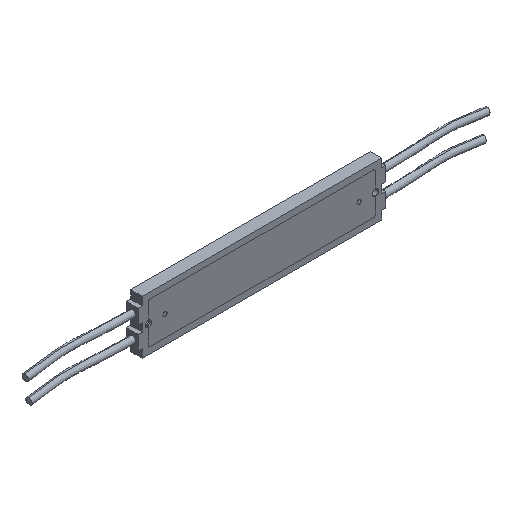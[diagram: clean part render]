
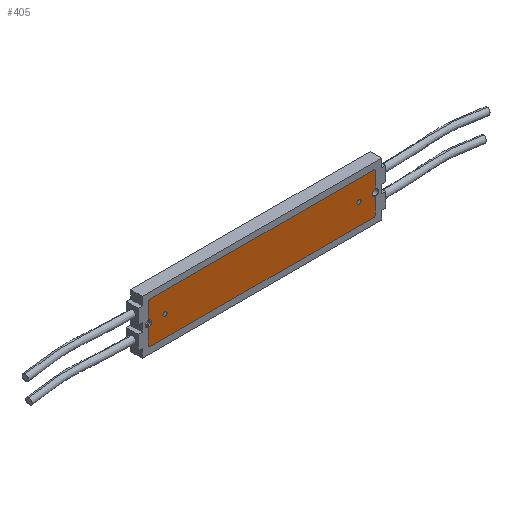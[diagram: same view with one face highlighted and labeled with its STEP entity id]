
A CAD part, isometric view. The second image highlights one B-rep face of the part: STEP entity #405.
In plain terms, the highlighted free-form (B-spline) face has degree [1, 1] with [2, 2] control points.
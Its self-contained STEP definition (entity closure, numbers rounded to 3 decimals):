
#22 = VERTEX_POINT('',#23);
#23 = CARTESIAN_POINT('',(34.591,0.,0.736));
#41 = VERTEX_POINT('',#42);
#42 = CARTESIAN_POINT('',(34.591,0.,-0.736));
#47 = EDGE_CURVE('',#41,#22,#48,.T.);
#48 = ( BOUNDED_CURVE() B_SPLINE_CURVE(2,(#49,#50,#51,#52,#53),
.UNSPECIFIED.,.F.,.F.) B_SPLINE_CURVE_WITH_KNOTS((3,2,3),(3.142,
4.712,6.283),.PIECEWISE_BEZIER_KNOTS.) CURVE() 
GEOMETRIC_REPRESENTATION_ITEM() RATIONAL_B_SPLINE_CURVE((1.,
0.707,1.,0.707,1.)) REPRESENTATION_ITEM('') );
#49 = CARTESIAN_POINT('',(34.591,0.,-0.736));
#50 = CARTESIAN_POINT('',(33.855,0.,-0.736));
#51 = CARTESIAN_POINT('',(33.855,0.,0.));
#52 = CARTESIAN_POINT('',(33.855,0.,0.736));
#53 = CARTESIAN_POINT('',(34.591,0.,0.736));
#70 = VERTEX_POINT('',#71);
#71 = CARTESIAN_POINT('',(-34.591,0.,0.736));
#89 = VERTEX_POINT('',#90);
#90 = CARTESIAN_POINT('',(-34.591,0.,-0.736));
#95 = EDGE_CURVE('',#89,#70,#96,.T.);
#96 = ( BOUNDED_CURVE() B_SPLINE_CURVE(2,(#97,#98,#99,#100,#101),
.UNSPECIFIED.,.F.,.F.) B_SPLINE_CURVE_WITH_KNOTS((3,2,3),(0.,
1.571,3.142),.PIECEWISE_BEZIER_KNOTS.) CURVE() 
GEOMETRIC_REPRESENTATION_ITEM() RATIONAL_B_SPLINE_CURVE((1.,
0.707,1.,0.707,1.)) REPRESENTATION_ITEM('') );
#97 = CARTESIAN_POINT('',(-34.591,0.,-0.736));
#98 = CARTESIAN_POINT('',(-35.327,0.,-0.736));
#99 = CARTESIAN_POINT('',(-35.327,0.,0.));
#100 = CARTESIAN_POINT('',(-35.327,0.,0.736));
#101 = CARTESIAN_POINT('',(-34.591,0.,0.736));
#117 = EDGE_CURVE('',#118,#120,#122,.T.);
#118 = VERTEX_POINT('',#119);
#119 = CARTESIAN_POINT('',(40.479,0.,6.624));
#120 = VERTEX_POINT('',#121);
#121 = CARTESIAN_POINT('',(40.479,0.,1.104));
#122 = B_SPLINE_CURVE_WITH_KNOTS('',1,(#123,#124),.UNSPECIFIED.,.F.,.F.,
  (2,2),(0.5,4.25),.PIECEWISE_BEZIER_KNOTS.);
#123 = CARTESIAN_POINT('',(40.479,0.,6.624));
#124 = CARTESIAN_POINT('',(40.479,0.,1.104));
#153 = EDGE_CURVE('',#154,#156,#158,.T.);
#154 = VERTEX_POINT('',#155);
#155 = CARTESIAN_POINT('',(-40.479,0.,-6.624));
#156 = VERTEX_POINT('',#157);
#157 = CARTESIAN_POINT('',(-40.479,0.,-1.104));
#158 = B_SPLINE_CURVE_WITH_KNOTS('',1,(#159,#160),.UNSPECIFIED.,.F.,.F.,
  (2,2),(-9.5,-5.75),.PIECEWISE_BEZIER_KNOTS.);
#159 = CARTESIAN_POINT('',(-40.479,0.,-6.624));
#160 = CARTESIAN_POINT('',(-40.479,0.,-1.104));
#199 = VERTEX_POINT('',#200);
#200 = CARTESIAN_POINT('',(40.479,0.,-1.104));
#205 = EDGE_CURVE('',#199,#206,#208,.T.);
#206 = VERTEX_POINT('',#207);
#207 = CARTESIAN_POINT('',(40.479,0.,-6.624));
#208 = B_SPLINE_CURVE_WITH_KNOTS('',1,(#209,#210),.UNSPECIFIED.,.F.,.F.,
  (2,2),(5.75,9.5),.PIECEWISE_BEZIER_KNOTS.);
#209 = CARTESIAN_POINT('',(40.479,0.,-1.104));
#210 = CARTESIAN_POINT('',(40.479,0.,-6.624));
#225 = EDGE_CURVE('',#226,#228,#230,.T.);
#226 = VERTEX_POINT('',#227);
#227 = CARTESIAN_POINT('',(39.743,0.,-7.36));
#228 = VERTEX_POINT('',#229);
#229 = CARTESIAN_POINT('',(-39.743,0.,-7.36));
#230 = B_SPLINE_CURVE_WITH_KNOTS('',1,(#231,#232),.UNSPECIFIED.,.F.,.F.,
  (2,2),(-54.5,-0.5),.PIECEWISE_BEZIER_KNOTS.);
#231 = CARTESIAN_POINT('',(39.743,0.,-7.36));
#232 = CARTESIAN_POINT('',(-39.743,0.,-7.36));
#271 = VERTEX_POINT('',#272);
#272 = CARTESIAN_POINT('',(-40.479,0.,1.104));
#277 = EDGE_CURVE('',#271,#278,#280,.T.);
#278 = VERTEX_POINT('',#279);
#279 = CARTESIAN_POINT('',(-40.479,0.,6.624));
#280 = B_SPLINE_CURVE_WITH_KNOTS('',1,(#281,#282),.UNSPECIFIED.,.F.,.F.,
  (2,2),(-4.25,-0.5),.PIECEWISE_BEZIER_KNOTS.);
#281 = CARTESIAN_POINT('',(-40.479,0.,1.104));
#282 = CARTESIAN_POINT('',(-40.479,0.,6.624));
#307 = VERTEX_POINT('',#308);
#308 = CARTESIAN_POINT('',(-39.743,0.,7.36));
#313 = EDGE_CURVE('',#307,#314,#316,.T.);
#314 = VERTEX_POINT('',#315);
#315 = CARTESIAN_POINT('',(39.743,0.,7.36));
#316 = B_SPLINE_CURVE_WITH_KNOTS('',1,(#317,#318),.UNSPECIFIED.,.F.,.F.,
  (2,2),(0.5,54.5),.PIECEWISE_BEZIER_KNOTS.);
#317 = CARTESIAN_POINT('',(-39.743,0.,7.36));
#318 = CARTESIAN_POINT('',(39.743,0.,7.36));
#405 = ADVANCED_FACE('',(#406,#454,#465),#476,.T.);
#406 = FACE_BOUND('',#407,.T.);
#407 = EDGE_LOOP('',(#408,#416,#417,#423,#424,#430,#431,#439,#440,#446,
    #447,#453));
#408 = ORIENTED_EDGE('',*,*,#409,.F.);
#409 = EDGE_CURVE('',#120,#199,#410,.T.);
#410 = ( BOUNDED_CURVE() B_SPLINE_CURVE(2,(#411,#412,#413,#414,#415),
.UNSPECIFIED.,.F.,.F.) B_SPLINE_CURVE_WITH_KNOTS((3,2,3),(3.142,
4.712,6.283),.PIECEWISE_BEZIER_KNOTS.) CURVE() 
GEOMETRIC_REPRESENTATION_ITEM() RATIONAL_B_SPLINE_CURVE((1.,
0.707,1.,0.707,1.)) REPRESENTATION_ITEM('') );
#411 = CARTESIAN_POINT('',(40.479,0.,1.104));
#412 = CARTESIAN_POINT('',(39.375,0.,1.104));
#413 = CARTESIAN_POINT('',(39.375,0.,0.));
#414 = CARTESIAN_POINT('',(39.375,0.,-1.104));
#415 = CARTESIAN_POINT('',(40.479,0.,-1.104));
#416 = ORIENTED_EDGE('',*,*,#117,.F.);
#417 = ORIENTED_EDGE('',*,*,#418,.T.);
#418 = EDGE_CURVE('',#118,#314,#419,.T.);
#419 = ( BOUNDED_CURVE() B_SPLINE_CURVE(2,(#420,#421,#422),
.UNSPECIFIED.,.F.,.F.) B_SPLINE_CURVE_WITH_KNOTS((3,3),(1.571,
3.142),.PIECEWISE_BEZIER_KNOTS.) CURVE() 
GEOMETRIC_REPRESENTATION_ITEM() RATIONAL_B_SPLINE_CURVE((1.,
0.707,1.)) REPRESENTATION_ITEM('') );
#420 = CARTESIAN_POINT('',(40.479,0.,6.624));
#421 = CARTESIAN_POINT('',(40.479,0.,7.36));
#422 = CARTESIAN_POINT('',(39.743,0.,7.36));
#423 = ORIENTED_EDGE('',*,*,#313,.F.);
#424 = ORIENTED_EDGE('',*,*,#425,.T.);
#425 = EDGE_CURVE('',#307,#278,#426,.T.);
#426 = ( BOUNDED_CURVE() B_SPLINE_CURVE(2,(#427,#428,#429),
.UNSPECIFIED.,.F.,.F.) B_SPLINE_CURVE_WITH_KNOTS((3,3),(3.142,
4.712),.PIECEWISE_BEZIER_KNOTS.) CURVE() 
GEOMETRIC_REPRESENTATION_ITEM() RATIONAL_B_SPLINE_CURVE((1.,
0.707,1.)) REPRESENTATION_ITEM('') );
#427 = CARTESIAN_POINT('',(-39.743,0.,7.36));
#428 = CARTESIAN_POINT('',(-40.479,0.,7.36));
#429 = CARTESIAN_POINT('',(-40.479,0.,6.624));
#430 = ORIENTED_EDGE('',*,*,#277,.F.);
#431 = ORIENTED_EDGE('',*,*,#432,.F.);
#432 = EDGE_CURVE('',#156,#271,#433,.T.);
#433 = ( BOUNDED_CURVE() B_SPLINE_CURVE(2,(#434,#435,#436,#437,#438),
.UNSPECIFIED.,.F.,.F.) B_SPLINE_CURVE_WITH_KNOTS((3,2,3),(0.,
1.571,3.142),.PIECEWISE_BEZIER_KNOTS.) CURVE() 
GEOMETRIC_REPRESENTATION_ITEM() RATIONAL_B_SPLINE_CURVE((1.,
0.707,1.,0.707,1.)) REPRESENTATION_ITEM('') );
#434 = CARTESIAN_POINT('',(-40.479,0.,-1.104));
#435 = CARTESIAN_POINT('',(-39.375,0.,-1.104));
#436 = CARTESIAN_POINT('',(-39.375,0.,0.));
#437 = CARTESIAN_POINT('',(-39.375,0.,1.104));
#438 = CARTESIAN_POINT('',(-40.479,0.,1.104));
#439 = ORIENTED_EDGE('',*,*,#153,.F.);
#440 = ORIENTED_EDGE('',*,*,#441,.T.);
#441 = EDGE_CURVE('',#154,#228,#442,.T.);
#442 = ( BOUNDED_CURVE() B_SPLINE_CURVE(2,(#443,#444,#445),
.UNSPECIFIED.,.F.,.F.) B_SPLINE_CURVE_WITH_KNOTS((3,3),(4.712,
6.283),.PIECEWISE_BEZIER_KNOTS.) CURVE() 
GEOMETRIC_REPRESENTATION_ITEM() RATIONAL_B_SPLINE_CURVE((1.,
0.707,1.)) REPRESENTATION_ITEM('') );
#443 = CARTESIAN_POINT('',(-40.479,0.,-6.624));
#444 = CARTESIAN_POINT('',(-40.479,0.,-7.36));
#445 = CARTESIAN_POINT('',(-39.743,0.,-7.36));
#446 = ORIENTED_EDGE('',*,*,#225,.F.);
#447 = ORIENTED_EDGE('',*,*,#448,.T.);
#448 = EDGE_CURVE('',#226,#206,#449,.T.);
#449 = ( BOUNDED_CURVE() B_SPLINE_CURVE(2,(#450,#451,#452),
.UNSPECIFIED.,.F.,.F.) B_SPLINE_CURVE_WITH_KNOTS((3,3),(0.,
1.571),.PIECEWISE_BEZIER_KNOTS.) CURVE() 
GEOMETRIC_REPRESENTATION_ITEM() RATIONAL_B_SPLINE_CURVE((1.,
0.707,1.)) REPRESENTATION_ITEM('') );
#450 = CARTESIAN_POINT('',(39.743,0.,-7.36));
#451 = CARTESIAN_POINT('',(40.479,0.,-7.36));
#452 = CARTESIAN_POINT('',(40.479,0.,-6.624));
#453 = ORIENTED_EDGE('',*,*,#205,.F.);
#454 = FACE_BOUND('',#455,.T.);
#455 = EDGE_LOOP('',(#456,#464));
#456 = ORIENTED_EDGE('',*,*,#457,.T.);
#457 = EDGE_CURVE('',#22,#41,#458,.T.);
#458 = ( BOUNDED_CURVE() B_SPLINE_CURVE(2,(#459,#460,#461,#462,#463),
.UNSPECIFIED.,.F.,.F.) B_SPLINE_CURVE_WITH_KNOTS((3,2,3),(0.,
1.571,3.142),.PIECEWISE_BEZIER_KNOTS.) CURVE() 
GEOMETRIC_REPRESENTATION_ITEM() RATIONAL_B_SPLINE_CURVE((1.,
0.707,1.,0.707,1.)) REPRESENTATION_ITEM('') );
#459 = CARTESIAN_POINT('',(34.591,0.,0.736));
#460 = CARTESIAN_POINT('',(35.327,0.,0.736));
#461 = CARTESIAN_POINT('',(35.327,0.,0.));
#462 = CARTESIAN_POINT('',(35.327,0.,-0.736));
#463 = CARTESIAN_POINT('',(34.591,0.,-0.736));
#464 = ORIENTED_EDGE('',*,*,#47,.T.);
#465 = FACE_BOUND('',#466,.T.);
#466 = EDGE_LOOP('',(#467,#475));
#467 = ORIENTED_EDGE('',*,*,#468,.T.);
#468 = EDGE_CURVE('',#70,#89,#469,.T.);
#469 = ( BOUNDED_CURVE() B_SPLINE_CURVE(2,(#470,#471,#472,#473,#474),
.UNSPECIFIED.,.F.,.F.) B_SPLINE_CURVE_WITH_KNOTS((3,2,3),(3.142,
4.712,6.283),.PIECEWISE_BEZIER_KNOTS.) CURVE() 
GEOMETRIC_REPRESENTATION_ITEM() RATIONAL_B_SPLINE_CURVE((1.,
0.707,1.,0.707,1.)) REPRESENTATION_ITEM('') );
#470 = CARTESIAN_POINT('',(-34.591,0.,0.736));
#471 = CARTESIAN_POINT('',(-33.855,0.,0.736));
#472 = CARTESIAN_POINT('',(-33.855,0.,0.));
#473 = CARTESIAN_POINT('',(-33.855,0.,-0.736));
#474 = CARTESIAN_POINT('',(-34.591,0.,-0.736));
#475 = ORIENTED_EDGE('',*,*,#95,.T.);
#476 = B_SPLINE_SURFACE_WITH_KNOTS('',1,1,(
    (#477,#478)
    ,(#479,#480
    )),.UNSPECIFIED.,.F.,.F.,.F.,(2,2),(2,2),(-5.,5.),(-27.5,27.5),
  .PIECEWISE_BEZIER_KNOTS.);
#477 = CARTESIAN_POINT('',(-40.479,0.,7.36));
#478 = CARTESIAN_POINT('',(40.479,0.,7.36));
#479 = CARTESIAN_POINT('',(-40.479,0.,-7.36));
#480 = CARTESIAN_POINT('',(40.479,0.,-7.36));
